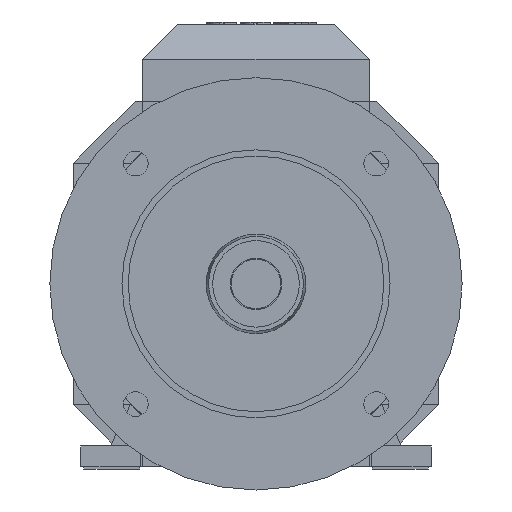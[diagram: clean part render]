
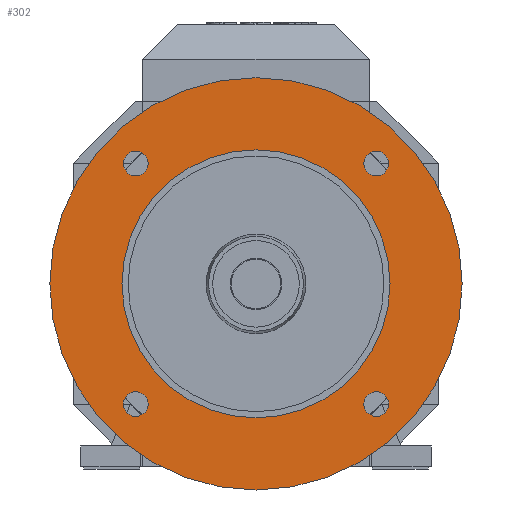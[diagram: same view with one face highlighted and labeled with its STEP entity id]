
A CAD part, front view. The second image highlights one B-rep face of the part: STEP entity #302.
In plain terms, the highlighted planar face has unit normal (0, -1, 0).
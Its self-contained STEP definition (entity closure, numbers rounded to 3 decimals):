
#92=FACE_BOUND('',#859,.T.);
#93=FACE_BOUND('',#860,.T.);
#94=FACE_BOUND('',#861,.T.);
#95=FACE_BOUND('',#862,.T.);
#96=FACE_BOUND('',#863,.T.);
#97=FACE_BOUND('',#864,.T.);
#211=CIRCLE('',#3745,6.);
#213=CIRCLE('',#3748,6.);
#215=CIRCLE('',#3751,6.);
#217=CIRCLE('',#3754,6.);
#230=CIRCLE('',#3774,65.);
#231=CIRCLE('',#3776,100.);
#302=ADVANCED_FACE('',(#92,#93,#94,#95,#96,#97),#499,.T.);
#499=PLANE('',#3777);
#859=EDGE_LOOP('',(#1192));
#860=EDGE_LOOP('',(#1193));
#861=EDGE_LOOP('',(#1194));
#862=EDGE_LOOP('',(#1195));
#863=EDGE_LOOP('',(#1196));
#864=EDGE_LOOP('',(#1197));
#1192=ORIENTED_EDGE('',*,*,#2483,.F.);
#1193=ORIENTED_EDGE('',*,*,#2463,.T.);
#1194=ORIENTED_EDGE('',*,*,#2465,.T.);
#1195=ORIENTED_EDGE('',*,*,#2467,.T.);
#1196=ORIENTED_EDGE('',*,*,#2469,.T.);
#1197=ORIENTED_EDGE('',*,*,#2482,.T.);
#2114=VERTEX_POINT('',#5039);
#2116=VERTEX_POINT('',#5044);
#2118=VERTEX_POINT('',#5049);
#2120=VERTEX_POINT('',#5054);
#2129=VERTEX_POINT('',#5083);
#2130=VERTEX_POINT('',#5086);
#2463=EDGE_CURVE('',#2114,#2114,#211,.T.);
#2465=EDGE_CURVE('',#2116,#2116,#213,.T.);
#2467=EDGE_CURVE('',#2118,#2118,#215,.T.);
#2469=EDGE_CURVE('',#2120,#2120,#217,.T.);
#2482=EDGE_CURVE('',#2129,#2129,#230,.T.);
#2483=EDGE_CURVE('',#2130,#2130,#231,.T.);
#3745=AXIS2_PLACEMENT_3D('',#5038,#4083,#4084);
#3748=AXIS2_PLACEMENT_3D('',#5043,#4089,#4090);
#3751=AXIS2_PLACEMENT_3D('',#5048,#4095,#4096);
#3754=AXIS2_PLACEMENT_3D('',#5053,#4101,#4102);
#3774=AXIS2_PLACEMENT_3D('',#5082,#4141,#4142);
#3776=AXIS2_PLACEMENT_3D('',#5085,#4145,#4146);
#3777=AXIS2_PLACEMENT_3D('',#5087,#4147,#4148);
#4083=DIRECTION('',(0.,1.,0.));
#4084=DIRECTION('',(-1.,0.,0.));
#4089=DIRECTION('',(0.,1.,0.));
#4090=DIRECTION('',(-1.,0.,0.));
#4095=DIRECTION('',(0.,1.,0.));
#4096=DIRECTION('',(-1.,0.,0.));
#4101=DIRECTION('',(0.,1.,0.));
#4102=DIRECTION('',(-1.,0.,0.));
#4141=DIRECTION('',(0.,1.,0.));
#4142=DIRECTION('',(0.,0.,1.));
#4145=DIRECTION('',(0.,1.,0.));
#4146=DIRECTION('',(0.,0.,1.));
#4147=DIRECTION('',(0.,-1.,0.));
#4148=DIRECTION('',(0.,0.,1.));
#5038=CARTESIAN_POINT('',(-58.336,-221.,-58.336));
#5039=CARTESIAN_POINT('',(-52.336,-221.,-58.336));
#5043=CARTESIAN_POINT('',(58.336,-221.,-58.336));
#5044=CARTESIAN_POINT('',(64.336,-221.,-58.336));
#5048=CARTESIAN_POINT('',(-58.336,-221.,58.336));
#5049=CARTESIAN_POINT('',(-52.336,-221.,58.336));
#5053=CARTESIAN_POINT('',(58.336,-221.,58.336));
#5054=CARTESIAN_POINT('',(64.336,-221.,58.336));
#5082=CARTESIAN_POINT('',(0.,-221.,0.));
#5083=CARTESIAN_POINT('',(0.,-221.,65.));
#5085=CARTESIAN_POINT('',(0.,-221.,0.));
#5086=CARTESIAN_POINT('',(0.,-221.,100.));
#5087=CARTESIAN_POINT('',(0.,-221.,82.5));
